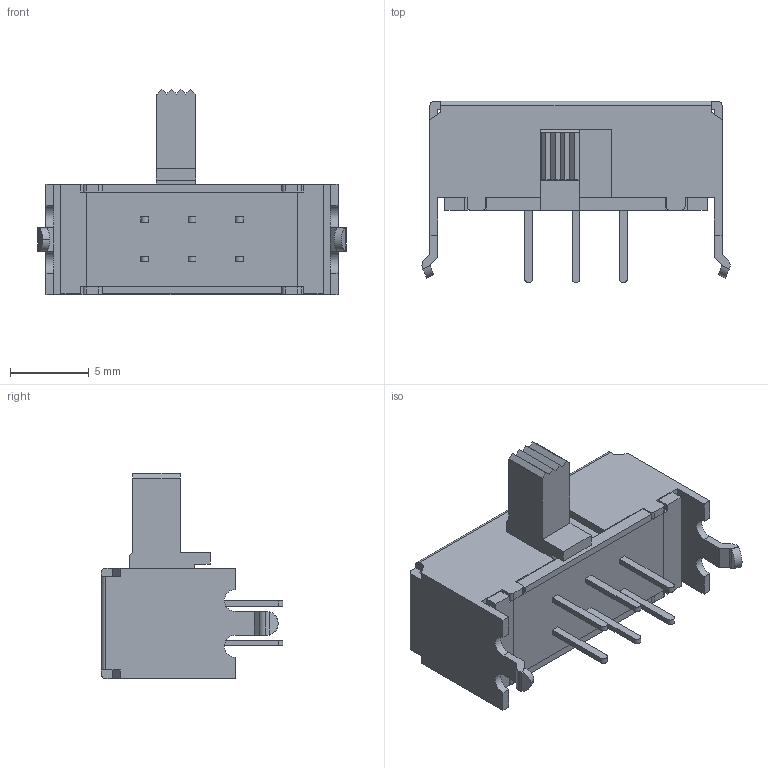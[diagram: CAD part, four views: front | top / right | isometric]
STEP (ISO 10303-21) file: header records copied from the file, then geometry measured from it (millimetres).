
FILE_DESCRIPTION (( 'STEP AP214' ), '1' );
FILE_NAME ('SSSU121700.STEP', '2011-04-04T07:25:36', ( '' ), ( '' ), 'SwSTEP 2.0', 'SolidWorks 2007', '' );
FILE_SCHEMA (( 'AUTOMOTIVE_DESIGN' ));
Length unit declared in the file: millimetre
Products named in the file (1): SSSU121700
Bounding box: 19.5 x 11.5 x 13 mm (x, y, z)
Volume: 946.3 mm3; surface area: 838.5 mm2
Topology: 1 solids, 1 shells, 170 faces, 470 edges, 304 vertices
Faces by surface type: plane 139, cylinder 31
Entity records: 6258 total; most frequent: CARTESIAN_POINT 945, ORIENTED_EDGE 940, DIRECTION 878, EDGE_CURVE 470, VECTOR 404, LINE 404, VERTEX_POINT 304, AXIS2_PLACEMENT_3D 237
